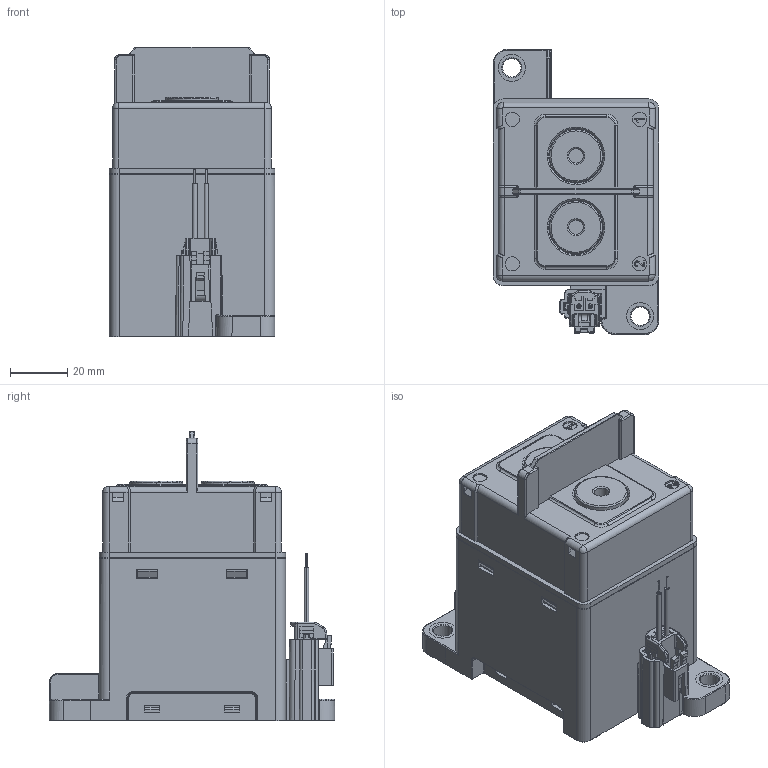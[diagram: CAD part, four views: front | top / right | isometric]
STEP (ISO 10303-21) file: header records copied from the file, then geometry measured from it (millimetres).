
FILE_DESCRIPTION(/* description */ (''),/* implementation_level */ '2;1');
FILE_NAME(/* name */ 'HCF400、500-12HC1.stp',/* time_stamp */ '2022-05-13T13:06:00+08:00',/* author */ (''),/* organization */ (''),/* preprocessor_version */ 'ST-DEVELOPER v16.7',/* originating_system */ 'SIEMENS PLM Software NX 12.0',/* authorisation */ '');
FILE_SCHEMA (('AUTOMOTIVE_DESIGN { 1 0 10303 214 3 1 1 1 }'));
Length unit declared in the file: millimetre
Products named in the file (1): HCF400、500-12HC1 
Bounding box: 58 x 100 x 101.5 mm (x, y, z)
Volume: 304909.8 mm3; surface area: 41063.7 mm2
Topology: 4 solids, 8 shells, 1016 faces, 2713 edges, 1737 vertices
Faces by surface type: plane 668, cylinder 243, bspline 37, cone 32, torus 23, sphere 13
Full cylindrical faces by diameter (mm): 5 x2, 6.5 x2, 9.5 x2, 19.1 x2
Entity records: 35269 total; most frequent: CARTESIAN_POINT 7680, ORIENTED_EDGE 5348, DIRECTION 4785, EDGE_CURVE 2674, LINE 2029, VECTOR 2029, VERTEX_POINT 1727, AXIS2_PLACEMENT_3D 1378
